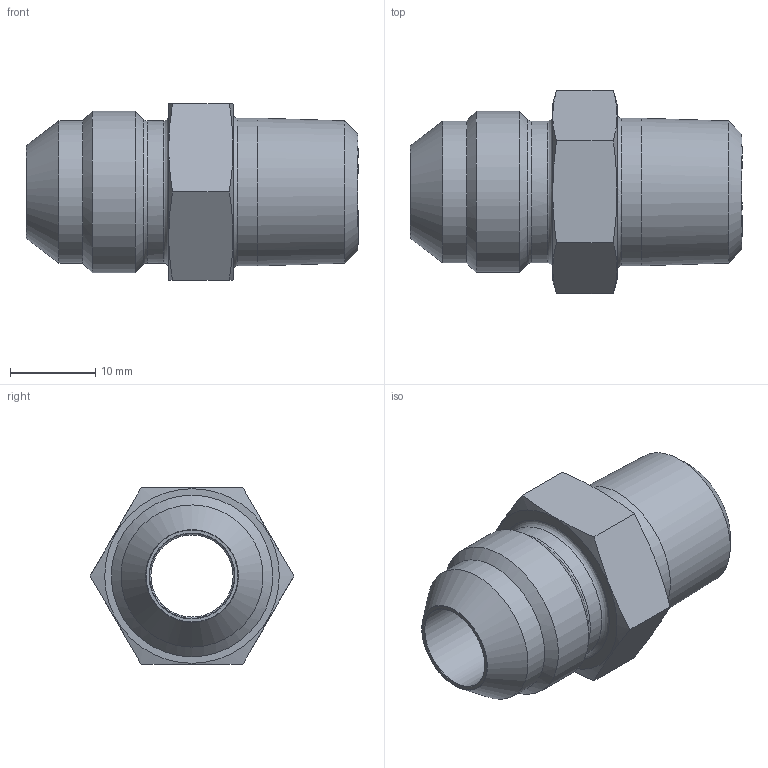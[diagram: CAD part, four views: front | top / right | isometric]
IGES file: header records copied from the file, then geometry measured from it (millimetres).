
Global section: file name: 8 FTX_TFD_Cust; native system: Autodesk Inventor 2016; preprocessor: unknown; author: bb26455; date: 20180227.084607; units: centimetre
Bounding box: 38.86 x 23.83 x 20.64 mm (x, y, z)
Volume: 6691.9 mm3; surface area: 3873.3 mm2
Topology: 1 solids, 1 shells, 31 faces, 88 edges, 61 vertices
Faces by surface type: bspline 31
